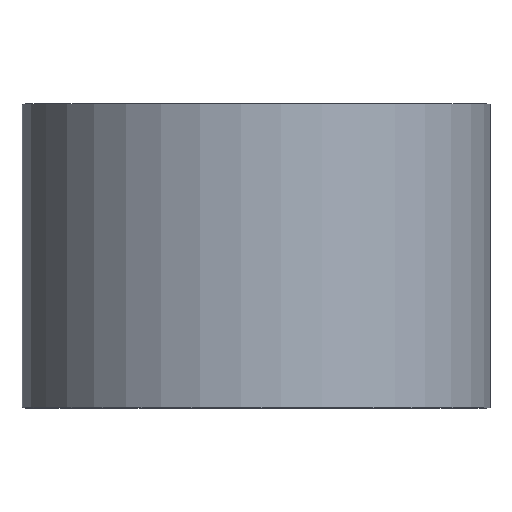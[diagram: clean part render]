
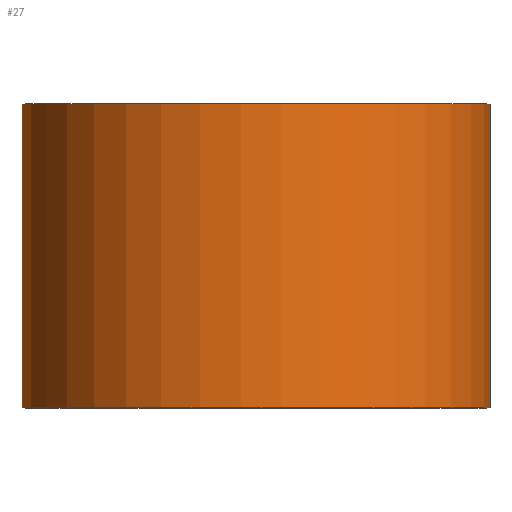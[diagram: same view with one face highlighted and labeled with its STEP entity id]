
A CAD part, top view. The second image highlights one B-rep face of the part: STEP entity #27.
In plain terms, the highlighted cylindrical face has radius 25.317 mm (diameter 50.635 mm), a full revolution.
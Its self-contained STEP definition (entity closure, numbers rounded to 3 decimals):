
#27=ADVANCED_FACE('',(#41),#243,.T.);
#41=FACE_OUTER_BOUND('',#57,.T.);
#57=EDGE_LOOP('',(#120,#121,#122,#123));
#120=ORIENTED_EDGE('',*,*,#157,.F.);
#121=ORIENTED_EDGE('',*,*,#158,.T.);
#122=ORIENTED_EDGE('',*,*,#159,.T.);
#123=ORIENTED_EDGE('',*,*,#158,.F.);
#157=EDGE_CURVE('',#226,#226,#204,.T.);
#158=EDGE_CURVE('',#226,#225,#195,.T.);
#159=EDGE_CURVE('',#225,#225,#205,.T.);
#195=(
BOUNDED_CURVE()
B_SPLINE_CURVE(1,(#23483,#23484),.UNSPECIFIED.,.F.,.F.)
B_SPLINE_CURVE_WITH_KNOTS((2,2),(0.,32.808),.UNSPECIFIED.)
CURVE()
GEOMETRIC_REPRESENTATION_ITEM()
RATIONAL_B_SPLINE_CURVE((1.,1.))
REPRESENTATION_ITEM('')
);
#204=CIRCLE('',#347,25.317);
#205=CIRCLE('',#348,25.317);
#225=VERTEX_POINT('',#21283);
#226=VERTEX_POINT('',#21284);
#243=CYLINDRICAL_SURFACE('',#344,25.317);
#344=AXIS2_PLACEMENT_3D('',#21230,#364,$);
#347=AXIS2_PLACEMENT_3D($,#23482,#369,#370);
#348=AXIS2_PLACEMENT_3D($,#23485,#371,#372);
#364=DIRECTION('',(0.,-1.,0.));
#369=DIRECTION('',(0.,1.,0.));
#370=DIRECTION('',(0.442,0.,0.897));
#371=DIRECTION('',(0.,1.,0.));
#372=DIRECTION('',(0.442,0.,0.897));
#21230=CARTESIAN_POINT('',(0.,38.995,56.));
#21283=CARTESIAN_POINT('',(11.187,22.592,78.711));
#21284=CARTESIAN_POINT('',(11.187,55.399,78.711));
#23482=CARTESIAN_POINT('',(0.,55.399,56.));
#23483=CARTESIAN_POINT('',(11.187,55.399,78.711));
#23484=CARTESIAN_POINT('',(11.187,22.592,78.711));
#23485=CARTESIAN_POINT('',(0.,22.592,56.));
